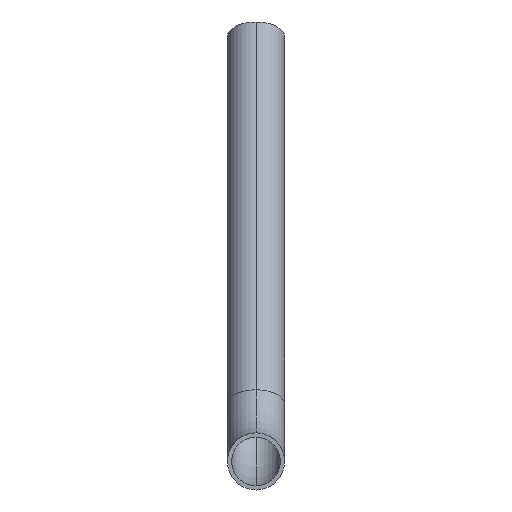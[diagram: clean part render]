
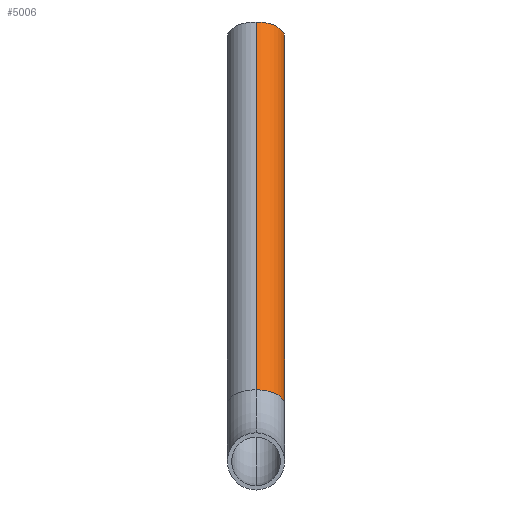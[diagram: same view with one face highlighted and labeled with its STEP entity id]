
A CAD part, front view. The second image highlights one B-rep face of the part: STEP entity #5006.
In plain terms, the highlighted cylindrical face has radius 13.45 mm (diameter 26.9 mm), a partial arc.
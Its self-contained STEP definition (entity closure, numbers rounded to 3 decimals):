
#953 = CARTESIAN_POINT ( 'NONE',  ( 0., 358.413, 193.48 ) ) ;
#1386 = DIRECTION ( 'NONE',  ( 0., 0.5, 0.866 ) ) ;
#1389 = ORIENTED_EDGE ( 'NONE', *, *, #11053, .F. ) ;
#1472 = FACE_OUTER_BOUND ( 'NONE', #1539, .T. ) ;
#1539 = EDGE_LOOP ( 'NONE', ( #6310, #5905, #1571, #1389 ) ) ;
#1571 = ORIENTED_EDGE ( 'NONE', *, *, #9152, .F. ) ;
#1836 = CARTESIAN_POINT ( 'NONE',  ( 0., 235.117, 33.725 ) ) ;
#2282 = CYLINDRICAL_SURFACE ( 'NONE', #7219, 13.45 ) ;
#2305 = CARTESIAN_POINT ( 'NONE',  ( 0., 258.413, 20.275 ) ) ;
#2463 = VERTEX_POINT ( 'NONE', #953 ) ;
#3361 = LINE ( 'NONE', #1836, #10778 ) ;
#3547 = AXIS2_PLACEMENT_3D ( 'NONE', #5727, #4891, #10179 ) ;
#3890 = EDGE_CURVE ( 'NONE', #6401, #2463, #10123, .T. ) ;
#4525 = VERTEX_POINT ( 'NONE', #8863 ) ;
#4864 = CARTESIAN_POINT ( 'NONE',  ( 0., 246.765, 27. ) ) ;
#4891 = DIRECTION ( 'NONE',  ( 0., 0.5, 0.866 ) ) ;
#5006 = ADVANCED_FACE ( 'NONE', ( #1472 ), #2282, .T. ) ;
#5589 = VECTOR ( 'NONE', #10931, 1000. ) ;
#5727 = CARTESIAN_POINT ( 'NONE',  ( 0., 346.765, 200.205 ) ) ;
#5736 = DIRECTION ( 'NONE',  ( 0., -0.866, 0.5 ) ) ;
#5905 = ORIENTED_EDGE ( 'NONE', *, *, #3890, .T. ) ;
#5934 = AXIS2_PLACEMENT_3D ( 'NONE', #6605, #1386, #7478 ) ;
#6310 = ORIENTED_EDGE ( 'NONE', *, *, #8195, .T. ) ;
#6348 = VERTEX_POINT ( 'NONE', #10066 ) ;
#6401 = VERTEX_POINT ( 'NONE', #2305 ) ;
#6605 = CARTESIAN_POINT ( 'NONE',  ( 0., 246.765, 27. ) ) ;
#6963 = CIRCLE ( 'NONE', #3547, 13.45 ) ;
#7219 = AXIS2_PLACEMENT_3D ( 'NONE', #4864, #10188, #5736 ) ;
#7462 = CIRCLE ( 'NONE', #5934, 13.45 ) ;
#7478 = DIRECTION ( 'NONE',  ( 0., -0.866, 0.5 ) ) ;
#7931 = DIRECTION ( 'NONE',  ( 0., 0.5, 0.866 ) ) ;
#8195 = EDGE_CURVE ( 'NONE', #6348, #6401, #7462, .T. ) ;
#8863 = CARTESIAN_POINT ( 'NONE',  ( 0., 335.117, 206.93 ) ) ;
#9152 = EDGE_CURVE ( 'NONE', #4525, #2463, #6963, .T. ) ;
#10066 = CARTESIAN_POINT ( 'NONE',  ( 0., 235.117, 33.725 ) ) ;
#10123 = LINE ( 'NONE', #10220, #5589 ) ;
#10179 = DIRECTION ( 'NONE',  ( 0., -0.866, 0.5 ) ) ;
#10188 = DIRECTION ( 'NONE',  ( 0., 0.5, 0.866 ) ) ;
#10220 = CARTESIAN_POINT ( 'NONE',  ( 0., 258.413, 20.275 ) ) ;
#10778 = VECTOR ( 'NONE', #7931, 1000. ) ;
#10931 = DIRECTION ( 'NONE',  ( 0., 0.5, 0.866 ) ) ;
#11053 = EDGE_CURVE ( 'NONE', #6348, #4525, #3361, .T. ) ;
